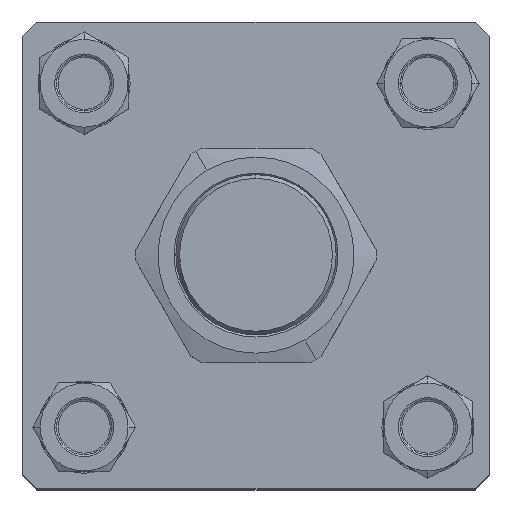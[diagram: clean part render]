
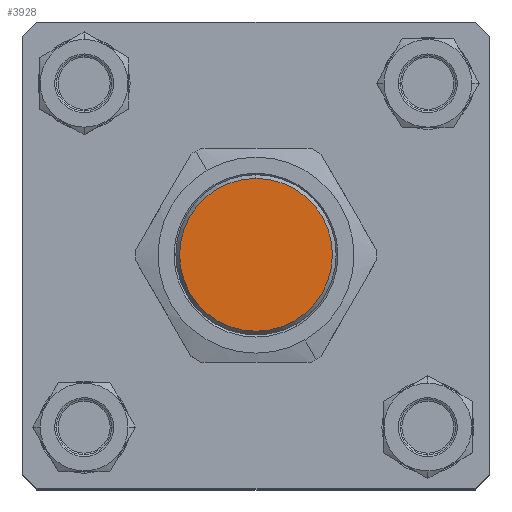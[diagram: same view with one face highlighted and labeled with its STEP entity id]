
A CAD part, top view. The second image highlights one B-rep face of the part: STEP entity #3928.
In plain terms, the highlighted planar face has unit normal (0, 0, 1).
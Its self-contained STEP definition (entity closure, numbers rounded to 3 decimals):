
#20 = ORIENTED_EDGE ( 'NONE', *, *, #6573, .T. ) ;
#264 = EDGE_LOOP ( 'NONE', ( #20, #7361 ) ) ;
#300 = VERTEX_POINT ( 'NONE', #1213 ) ;
#1213 = CARTESIAN_POINT ( 'NONE',  ( 42.899, 0., 460. ) ) ;
#1348 = AXIS2_PLACEMENT_3D ( 'NONE', #4145, #4146, #4147 ) ;
#2410 = CARTESIAN_POINT ( 'NONE',  ( -42.899, 0., 460. ) ) ;
#2655 = AXIS2_PLACEMENT_3D ( 'NONE', #4200, #4214, #4215 ) ;
#3928 = ADVANCED_FACE ( 'NONE', ( #5716 ), #4211, .T. ) ;
#4145 = CARTESIAN_POINT ( 'NONE',  ( 0., 0., 460. ) ) ;
#4146 = DIRECTION ( 'NONE',  ( 0., 0., 1. ) ) ;
#4147 = DIRECTION ( 'NONE',  ( 1., 0., 0. ) ) ;
#4200 = CARTESIAN_POINT ( 'NONE',  ( 0., 0., 460. ) ) ;
#4211 = PLANE ( 'NONE',  #2655 ) ;
#4214 = DIRECTION ( 'NONE',  ( 0., 0., 1. ) ) ;
#4215 = DIRECTION ( 'NONE',  ( 1., 0., 0. ) ) ;
#4505 = CARTESIAN_POINT ( 'NONE',  ( 0., 0., 460. ) ) ;
#4506 = DIRECTION ( 'NONE',  ( 0., 0., 1. ) ) ;
#4507 = DIRECTION ( 'NONE',  ( 1., 0., 0. ) ) ;
#5245 = AXIS2_PLACEMENT_3D ( 'NONE', #4505, #4506, #4507 ) ;
#5450 = CIRCLE ( 'NONE', #5245, 42.899 ) ;
#5716 = FACE_OUTER_BOUND ( 'NONE', #264, .T. ) ;
#6371 = EDGE_CURVE ( 'NONE', #300, #7357, #5450, .T. ) ;
#6573 = EDGE_CURVE ( 'NONE', #7357, #300, #7027, .T. ) ;
#7027 = CIRCLE ( 'NONE', #1348, 42.899 ) ;
#7357 = VERTEX_POINT ( 'NONE', #2410 ) ;
#7361 = ORIENTED_EDGE ( 'NONE', *, *, #6371, .T. ) ;
